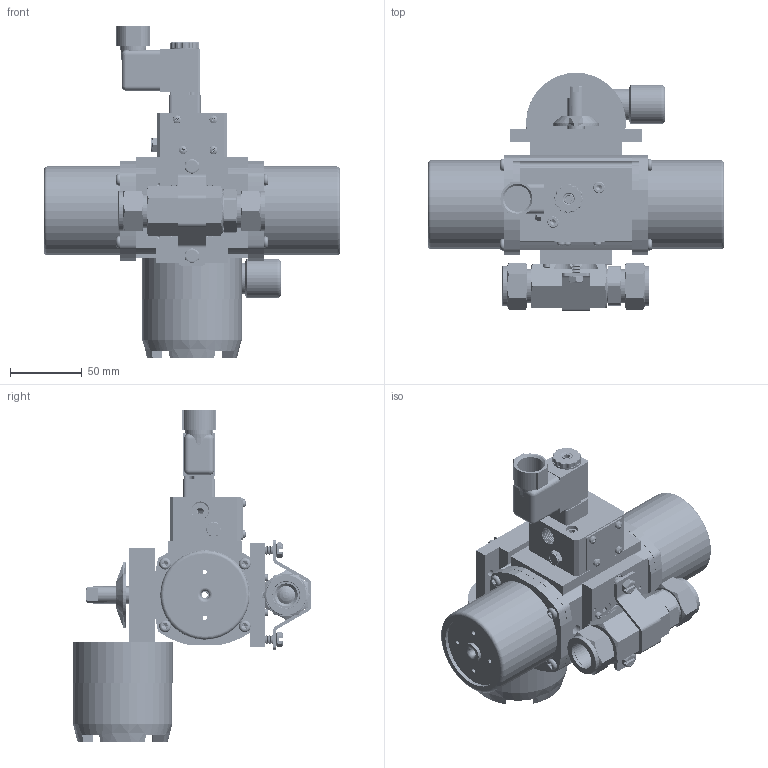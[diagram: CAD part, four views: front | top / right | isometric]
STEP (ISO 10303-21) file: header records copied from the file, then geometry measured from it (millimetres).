
FILE_DESCRIPTION (( 'STEP AP203' ), '1' );
FILE_NAME ('8205XXC12A512SR3GPDCLS.step', '2018-04-20T13:04:13', ( '' ), ( '' ), 'SwSTEP 2.0', 'SolidWorks 2017', '' );
FILE_SCHEMA (( 'CONFIG_CONTROL_DESIGN' ));
Length unit declared in the file: inch
Products named in the file (1): 8205XXC12A512SR3GPDCLS
Bounding box: 206.38 x 166.09 x 231.14 mm (x, y, z)
Volume: 791240.2 mm3; surface area: 340934 mm2
Topology: 74 solids, 74 shells, 5712 faces, 14911 edges, 9365 vertices
Faces by surface type: cylinder 2819, cone 1565, plane 953, torus 192, bspline 165, sphere 18
Entity records: 226418 total; most frequent: CARTESIAN_POINT 91330, ORIENTED_EDGE 29490, DIRECTION 28338, EDGE_CURVE 14745, AXIS2_PLACEMENT_3D 11360, VERTEX_POINT 9361, EDGE_LOOP 6152, CIRCLE 5812
